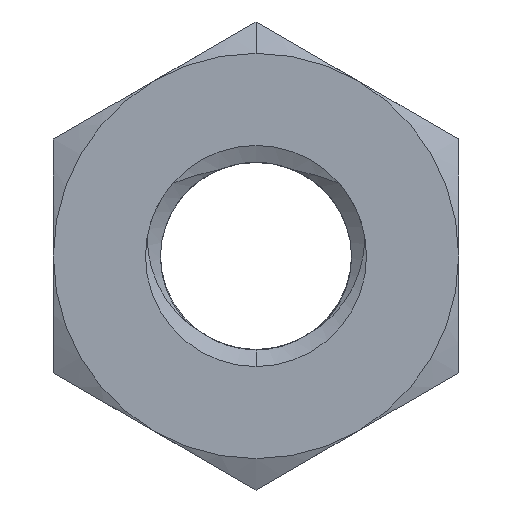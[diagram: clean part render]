
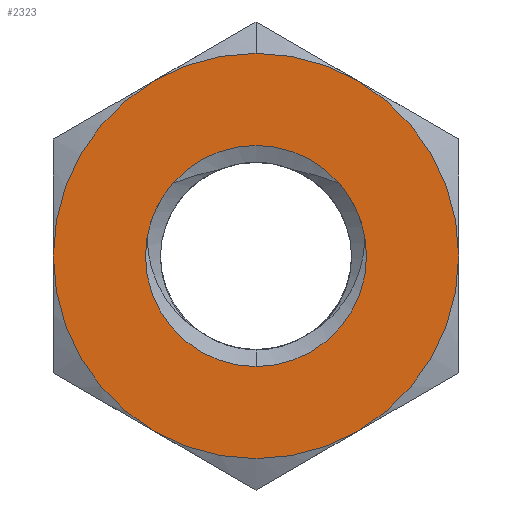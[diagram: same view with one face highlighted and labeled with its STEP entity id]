
A CAD part, front view. The second image highlights one B-rep face of the part: STEP entity #2323.
In plain terms, the highlighted planar face has unit normal (0, -1, 0).
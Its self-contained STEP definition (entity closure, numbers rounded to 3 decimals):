
#296 = VERTEX_POINT ( 'NONE', #1033 ) ;
#298 = ORIENTED_EDGE ( 'NONE', *, *, #358, .T. ) ;
#299 = EDGE_LOOP ( 'NONE', ( #313, #300, #301, #309, #305, #311, #298 ) ) ;
#300 = ORIENTED_EDGE ( 'NONE', *, *, #325, .T. ) ;
#301 = ORIENTED_EDGE ( 'NONE', *, *, #302, .T. ) ;
#302 = EDGE_CURVE ( 'NONE', #327, #303, #1026, .T. ) ;
#303 = VERTEX_POINT ( 'NONE', #1022 ) ;
#304 = EDGE_CURVE ( 'NONE', #303, #310, #1021, .T. ) ;
#305 = ORIENTED_EDGE ( 'NONE', *, *, #306, .T. ) ;
#306 = EDGE_CURVE ( 'NONE', #310, #307, #1016, .T. ) ;
#307 = VERTEX_POINT ( 'NONE', #1011 ) ;
#308 = VERTEX_POINT ( 'NONE', #1010 ) ;
#309 = ORIENTED_EDGE ( 'NONE', *, *, #304, .T. ) ;
#310 = VERTEX_POINT ( 'NONE', #1009 ) ;
#311 = ORIENTED_EDGE ( 'NONE', *, *, #312, .T. ) ;
#312 = EDGE_CURVE ( 'NONE', #307, #296, #1068, .T. ) ;
#313 = ORIENTED_EDGE ( 'NONE', *, *, #314, .T. ) ;
#314 = EDGE_CURVE ( 'NONE', #308, #326, #1063, .T. ) ;
#315 = ORIENTED_EDGE ( 'NONE', *, *, #2262, .F. ) ;
#325 = EDGE_CURVE ( 'NONE', #326, #327, #1099, .T. ) ;
#326 = VERTEX_POINT ( 'NONE', #1095 ) ;
#327 = VERTEX_POINT ( 'NONE', #1094 ) ;
#358 = EDGE_CURVE ( 'NONE', #296, #308, #1182, .T. ) ;
#1009 = CARTESIAN_POINT ( 'NONE',  ( -1.375, -1.2, -2.382 ) ) ;
#1010 = CARTESIAN_POINT ( 'NONE',  ( 1.375, -1.2, 2.382 ) ) ;
#1011 = CARTESIAN_POINT ( 'NONE',  ( 1.375, -1.2, -2.382 ) ) ;
#1012 = DIRECTION ( 'NONE',  ( 0., 0., -1. ) ) ;
#1013 = DIRECTION ( 'NONE',  ( 0., -1., 0. ) ) ;
#1014 = CARTESIAN_POINT ( 'NONE',  ( 0., -1.2, 0. ) ) ;
#1015 = AXIS2_PLACEMENT_3D ( 'NONE', #1014, #1013, #1012 ) ;
#1016 = CIRCLE ( 'NONE', #1015, 2.75 ) ;
#1017 = DIRECTION ( 'NONE',  ( 0., 0., -1. ) ) ;
#1018 = DIRECTION ( 'NONE',  ( 0., -1., 0. ) ) ;
#1019 = CARTESIAN_POINT ( 'NONE',  ( 0., -1.2, 0. ) ) ;
#1020 = AXIS2_PLACEMENT_3D ( 'NONE', #1019, #1018, #1017 ) ;
#1021 = CIRCLE ( 'NONE', #1020, 2.75 ) ;
#1022 = CARTESIAN_POINT ( 'NONE',  ( -2.75, -1.2, 0. ) ) ;
#1023 = DIRECTION ( 'NONE',  ( 0., 0., -1. ) ) ;
#1024 = DIRECTION ( 'NONE',  ( 0., -1., 0. ) ) ;
#1025 = AXIS2_PLACEMENT_3D ( 'NONE', #1032, #1024, #1023 ) ;
#1026 = CIRCLE ( 'NONE', #1025, 2.75 ) ;
#1032 = CARTESIAN_POINT ( 'NONE',  ( 0., -1.2, 0. ) ) ;
#1033 = CARTESIAN_POINT ( 'NONE',  ( 2.75, -1.2, 0. ) ) ;
#1047 = CARTESIAN_POINT ( 'NONE',  ( 0., -1.2, 0. ) ) ;
#1060 = DIRECTION ( 'NONE',  ( 0., 0., -1. ) ) ;
#1061 = DIRECTION ( 'NONE',  ( 0., -1., 0. ) ) ;
#1062 = AXIS2_PLACEMENT_3D ( 'NONE', #1069, #1061, #1060 ) ;
#1063 = CIRCLE ( 'NONE', #1062, 2.75 ) ;
#1064 = DIRECTION ( 'NONE',  ( 0., 0., -1. ) ) ;
#1065 = DIRECTION ( 'NONE',  ( 0., -1., 0. ) ) ;
#1066 = CARTESIAN_POINT ( 'NONE',  ( 0., -1.2, 0. ) ) ;
#1067 = AXIS2_PLACEMENT_3D ( 'NONE', #1066, #1065, #1064 ) ;
#1068 = CIRCLE ( 'NONE', #1067, 2.75 ) ;
#1069 = CARTESIAN_POINT ( 'NONE',  ( 0., -1.2, 0. ) ) ;
#1094 = CARTESIAN_POINT ( 'NONE',  ( -1.375, -1.2, 2.382 ) ) ;
#1095 = CARTESIAN_POINT ( 'NONE',  ( 0., -1.2, 2.75 ) ) ;
#1096 = DIRECTION ( 'NONE',  ( 0., 0., -1. ) ) ;
#1097 = DIRECTION ( 'NONE',  ( 0., -1., 0. ) ) ;
#1098 = AXIS2_PLACEMENT_3D ( 'NONE', #1047, #1097, #1096 ) ;
#1099 = CIRCLE ( 'NONE', #1098, 2.75 ) ;
#1170 = DIRECTION ( 'NONE',  ( 0., 0., -1. ) ) ;
#1171 = DIRECTION ( 'NONE',  ( 0., -1., 0. ) ) ;
#1172 = CARTESIAN_POINT ( 'NONE',  ( 0., -1.2, 0. ) ) ;
#1173 = AXIS2_PLACEMENT_3D ( 'NONE', #1172, #1171, #1170 ) ;
#1182 = CIRCLE ( 'NONE', #1173, 2.75 ) ;
#1498 = DIRECTION ( 'NONE',  ( 0., 0., -1. ) ) ;
#1499 = DIRECTION ( 'NONE',  ( 0., -1., 0. ) ) ;
#1500 = AXIS2_PLACEMENT_3D ( 'NONE', #1507, #1499, #1498 ) ;
#1501 = CIRCLE ( 'NONE', #1500, 1.5 ) ;
#1507 = CARTESIAN_POINT ( 'NONE',  ( 0., -1.2, 0. ) ) ;
#1533 = CARTESIAN_POINT ( 'NONE',  ( 0., -1.2, -1.5 ) ) ;
#1587 = CARTESIAN_POINT ( 'NONE',  ( 1.476, -1.2, 0.267 ) ) ;
#1588 = DIRECTION ( 'NONE',  ( 0., 0., -1. ) ) ;
#1589 = DIRECTION ( 'NONE',  ( 0., -1., 0. ) ) ;
#1590 = AXIS2_PLACEMENT_3D ( 'NONE', #1597, #1589, #1588 ) ;
#1591 = CIRCLE ( 'NONE', #1590, 1.5 ) ;
#1597 = CARTESIAN_POINT ( 'NONE',  ( 0., -1.2, 0. ) ) ;
#1663 = CARTESIAN_POINT ( 'NONE',  ( 1.13, -1.2, 0.987 ) ) ;
#1691 = DIRECTION ( 'NONE',  ( 0., 0., -1. ) ) ;
#1692 = DIRECTION ( 'NONE',  ( 0., -1., 0. ) ) ;
#1693 = CARTESIAN_POINT ( 'NONE',  ( 0., -1.2, 0. ) ) ;
#1694 = AXIS2_PLACEMENT_3D ( 'NONE', #1693, #1692, #1691 ) ;
#1697 = CIRCLE ( 'NONE', #1694, 1.5 ) ;
#1720 = CARTESIAN_POINT ( 'NONE',  ( -1.13, -1.2, 0.987 ) ) ;
#1757 = DIRECTION ( 'NONE',  ( 0., 0., -1. ) ) ;
#1758 = DIRECTION ( 'NONE',  ( 0., -1., 0. ) ) ;
#1759 = AXIS2_PLACEMENT_3D ( 'NONE', #1765, #1758, #1757 ) ;
#1760 = CIRCLE ( 'NONE', #1759, 1.5 ) ;
#1765 = CARTESIAN_POINT ( 'NONE',  ( 0., -1.2, 0. ) ) ;
#1869 = FACE_OUTER_BOUND ( 'NONE', #299, .T. ) ;
#1870 = FACE_BOUND ( 'NONE', #2305, .T. ) ;
#1881 = DIRECTION ( 'NONE',  ( 0., 0., -1. ) ) ;
#1882 = DIRECTION ( 'NONE',  ( 0., -1., 0. ) ) ;
#1883 = CARTESIAN_POINT ( 'NONE',  ( 0., -1.2, 0. ) ) ;
#1884 = AXIS2_PLACEMENT_3D ( 'NONE', #1883, #1882, #1881 ) ;
#1885 = CIRCLE ( 'NONE', #1884, 1.5 ) ;
#1919 = CARTESIAN_POINT ( 'NONE',  ( -1.476, -1.2, 0.267 ) ) ;
#1926 = DIRECTION ( 'NONE',  ( 0., 0., 1. ) ) ;
#1927 = DIRECTION ( 'NONE',  ( 0., 1., 0. ) ) ;
#1928 = CARTESIAN_POINT ( 'NONE',  ( -2.75, -1.2, -4.763 ) ) ;
#1929 = AXIS2_PLACEMENT_3D ( 'NONE', #1928, #1927, #1926 ) ;
#1930 = PLANE ( 'NONE',  #1929 ) ;
#2176 = EDGE_CURVE ( 'NONE', #2256, #2328, #1501, .T. ) ;
#2189 = VERTEX_POINT ( 'NONE', #1533 ) ;
#2213 = EDGE_CURVE ( 'NONE', #2214, #2230, #1591, .T. ) ;
#2214 = VERTEX_POINT ( 'NONE', #1587 ) ;
#2230 = VERTEX_POINT ( 'NONE', #1663 ) ;
#2242 = EDGE_CURVE ( 'NONE', #2189, #2214, #1697, .T. ) ;
#2256 = VERTEX_POINT ( 'NONE', #1720 ) ;
#2262 = EDGE_CURVE ( 'NONE', #2230, #2256, #1760, .T. ) ;
#2298 = ORIENTED_EDGE ( 'NONE', *, *, #2213, .F. ) ;
#2299 = ORIENTED_EDGE ( 'NONE', *, *, #2242, .F. ) ;
#2305 = EDGE_LOOP ( 'NONE', ( #2298, #2299, #2327, #2312, #315 ) ) ;
#2312 = ORIENTED_EDGE ( 'NONE', *, *, #2176, .F. ) ;
#2319 = EDGE_CURVE ( 'NONE', #2328, #2189, #1885, .T. ) ;
#2323 = ADVANCED_FACE ( 'NONE', ( #1870, #1869 ), #1930, .F. ) ;
#2327 = ORIENTED_EDGE ( 'NONE', *, *, #2319, .F. ) ;
#2328 = VERTEX_POINT ( 'NONE', #1919 ) ;
